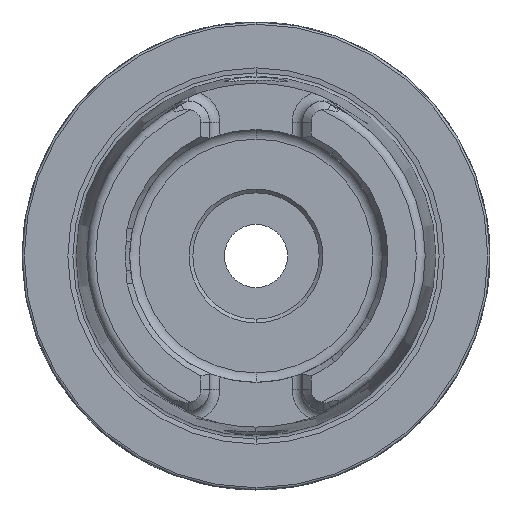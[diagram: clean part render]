
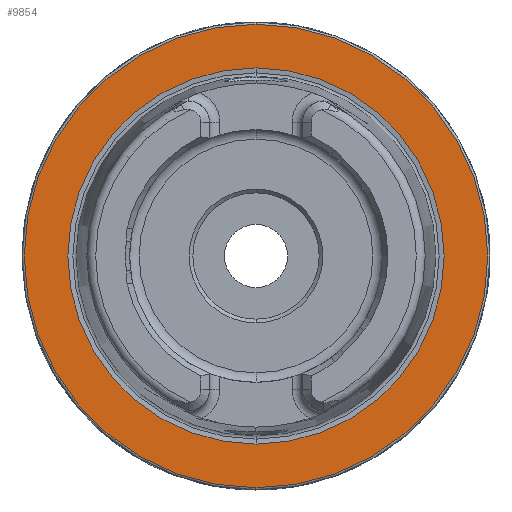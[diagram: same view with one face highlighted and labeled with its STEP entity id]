
A CAD part, left-side view. The second image highlights one B-rep face of the part: STEP entity #9854.
In plain terms, the highlighted planar face has unit normal (-1, 0, 0).
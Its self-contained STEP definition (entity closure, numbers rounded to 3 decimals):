
#580 = EDGE_CURVE ( 'NONE', #2874, #2873, #4117, .T. ) ;
#581 = EDGE_CURVE ( 'NONE', #2869, #2868, #4120, .T. ) ;
#2339 = AXIS2_PLACEMENT_3D ( 'NONE', #4579, #4580, #4581 ) ;
#2340 = AXIS2_PLACEMENT_3D ( 'NONE', #4582, #4583, #4584 ) ;
#2572 = EDGE_CURVE ( 'NONE', #2868, #2869, #6639, .T. ) ;
#2576 = EDGE_CURVE ( 'NONE', #2873, #2874, #6645, .T. ) ;
#2868 = VERTEX_POINT ( 'NONE', #7899 ) ;
#2869 = VERTEX_POINT ( 'NONE', #7900 ) ;
#2873 = VERTEX_POINT ( 'NONE', #7904 ) ;
#2874 = VERTEX_POINT ( 'NONE', #7905 ) ;
#4117 = CIRCLE ( 'NONE', #2339, 25.324 ) ;
#4120 = CIRCLE ( 'NONE', #2340, 31.2 ) ;
#4579 = CARTESIAN_POINT ( 'NONE',  ( 0., 0., 0. ) ) ;
#4580 = DIRECTION ( 'NONE',  ( -1., 0., 0. ) ) ;
#4581 = DIRECTION ( 'NONE',  ( 0., 0., 1. ) ) ;
#4582 = CARTESIAN_POINT ( 'NONE',  ( 0., 0., 0. ) ) ;
#4583 = DIRECTION ( 'NONE',  ( -1., 0., 0. ) ) ;
#4584 = DIRECTION ( 'NONE',  ( 0., 0., 1. ) ) ;
#6170 = AXIS2_PLACEMENT_3D ( 'NONE', #7179, #7180, #7181 ) ;
#6173 = AXIS2_PLACEMENT_3D ( 'NONE', #7191, #7192, #7193 ) ;
#6275 = AXIS2_PLACEMENT_3D ( 'NONE', #8256, #8261, #8262 ) ;
#6639 = CIRCLE ( 'NONE', #6170, 31.2 ) ;
#6645 = CIRCLE ( 'NONE', #6173, 25.324 ) ;
#7179 = CARTESIAN_POINT ( 'NONE',  ( 0., 0., 0. ) ) ;
#7180 = DIRECTION ( 'NONE',  ( -1., 0., 0. ) ) ;
#7181 = DIRECTION ( 'NONE',  ( 0., 0., 1. ) ) ;
#7191 = CARTESIAN_POINT ( 'NONE',  ( 0., 0., 0. ) ) ;
#7192 = DIRECTION ( 'NONE',  ( -1., 0., 0. ) ) ;
#7193 = DIRECTION ( 'NONE',  ( 0., 0., 1. ) ) ;
#7899 = CARTESIAN_POINT ( 'NONE',  ( 0., 0., 31.2 ) ) ;
#7900 = CARTESIAN_POINT ( 'NONE',  ( 0., 0., -31.2 ) ) ;
#7904 = CARTESIAN_POINT ( 'NONE',  ( 0., 0., -25.324 ) ) ;
#7905 = CARTESIAN_POINT ( 'NONE',  ( 0., 0., 25.324 ) ) ;
#8256 = CARTESIAN_POINT ( 'NONE',  ( 0., 31.2, 0. ) ) ;
#8259 = PLANE ( 'NONE',  #6275 ) ;
#8261 = DIRECTION ( 'NONE',  ( 1., 0., 0. ) ) ;
#8262 = DIRECTION ( 'NONE',  ( 0., 0., -1. ) ) ;
#8688 = FACE_OUTER_BOUND ( 'NONE', #10024, .T. ) ;
#8694 = FACE_BOUND ( 'NONE', #10006, .T. ) ;
#9159 = ORIENTED_EDGE ( 'NONE', *, *, #2576, .F. ) ;
#9161 = ORIENTED_EDGE ( 'NONE', *, *, #2572, .T. ) ;
#9163 = ORIENTED_EDGE ( 'NONE', *, *, #581, .T. ) ;
#9433 = ORIENTED_EDGE ( 'NONE', *, *, #580, .F. ) ;
#9854 = ADVANCED_FACE ( 'NONE', ( #8694, #8688 ), #8259, .F. ) ;
#10006 = EDGE_LOOP ( 'NONE', ( #9433, #9159 ) ) ;
#10024 = EDGE_LOOP ( 'NONE', ( #9161, #9163 ) ) ;
